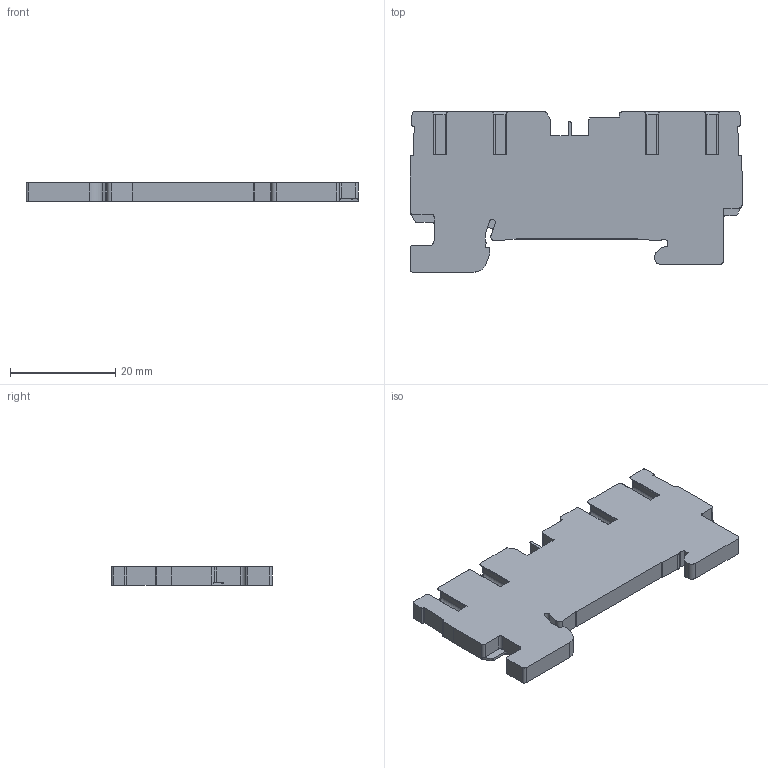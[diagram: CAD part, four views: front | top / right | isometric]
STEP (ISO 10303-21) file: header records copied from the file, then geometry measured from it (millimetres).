
FILE_DESCRIPTION((''),'2;1');
FILE_NAME('PRK1-5_ISO_4A','2019-07-19T',('Christian Carl'),(''),'CREO PARAMETRIC BY PTC INC, 2016380','CREO PARAMETRIC BY PTC INC, 2016380','');
FILE_SCHEMA(('CONFIG_CONTROL_DESIGN'));
Length unit declared in the file: millimetre
Products named in the file (1): PRK1-5_ISO_4A
Bounding box: 63.2 x 30.5 x 3.5 mm (x, y, z)
Volume: 4734.8 mm3; surface area: 4891.6 mm2
Topology: 1 solids, 1 shells, 300 faces, 852 edges, 562 vertices
Faces by surface type: plane 190, cylinder 94, cone 16
Entity records: 9810 total; most frequent: CARTESIAN_POINT 1836, ORIENTED_EDGE 1704, DIRECTION 1622, EDGE_CURVE 852, VECTOR 618, LINE 618, VERTEX_POINT 562, AXIS2_PLACEMENT_3D 502
